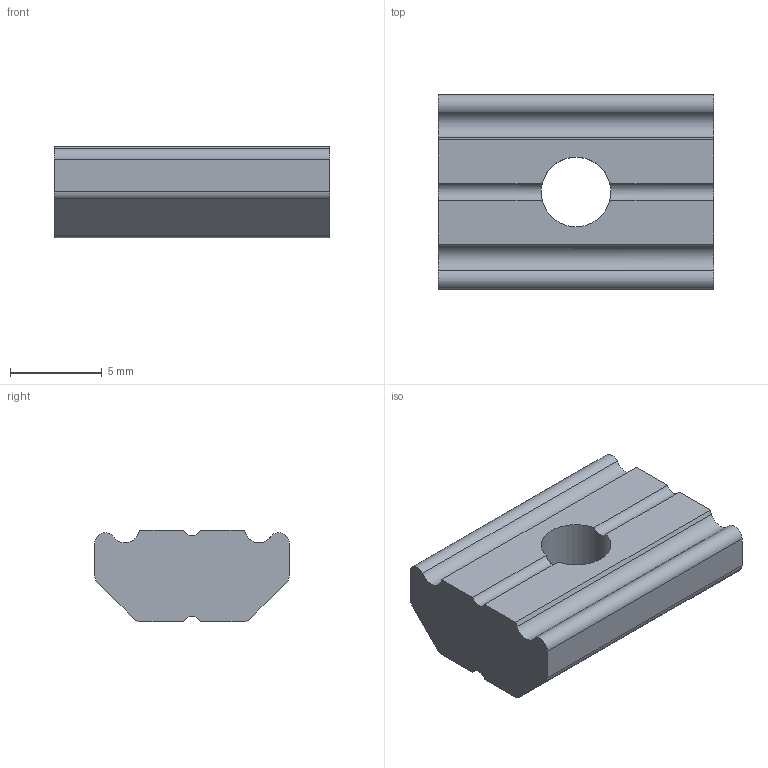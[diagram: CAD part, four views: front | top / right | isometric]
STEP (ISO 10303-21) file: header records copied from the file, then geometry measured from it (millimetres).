
FILE_DESCRIPTION(('STEP AP214'),'1');
FILE_NAME('CA.GWP.4U.stp','2017-07-27T14:08:56',(' '),(' '),'Spatial InterOp 3D',' ',' ');
FILE_SCHEMA(('automotive_design'));
Length unit declared in the file: millimetre
Products named in the file (1): GWP.4U
Bounding box: 15 x 10.6 x 5 mm (x, y, z)
Volume: 622.6 mm3; surface area: 562.6 mm2
Topology: 1 solids, 1 shells, 25 faces, 73 edges, 48 vertices
Faces by surface type: cylinder 13, plane 12
Full cylindrical faces by diameter (mm): 3.8 x1
Entity records: 1090 total; most frequent: CARTESIAN_POINT 200, ORIENTED_EDGE 144, DIRECTION 140, EDGE_CURVE 72, AXIS2_PLACEMENT_3D 48, VERTEX_POINT 48, LINE 44, VECTOR 44
